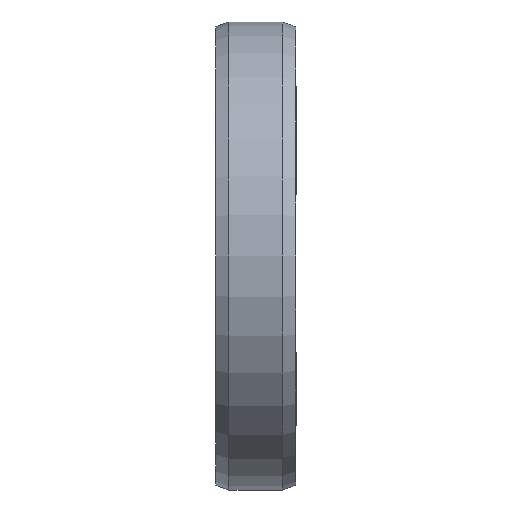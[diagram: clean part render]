
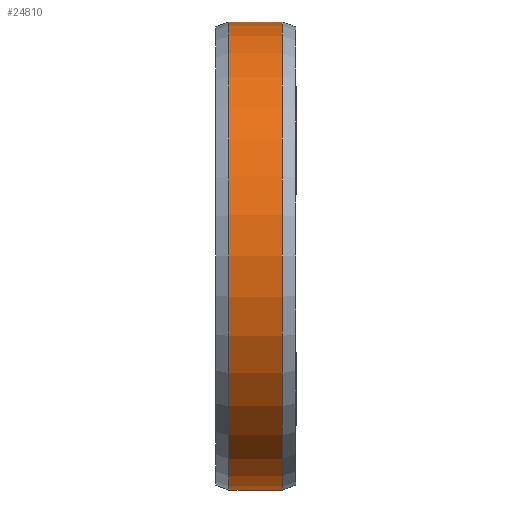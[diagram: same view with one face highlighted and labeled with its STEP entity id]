
A CAD part, left-side view. The second image highlights one B-rep face of the part: STEP entity #24810.
In plain terms, the highlighted cylindrical face has radius 17.5 mm (diameter 35 mm), a partial arc.
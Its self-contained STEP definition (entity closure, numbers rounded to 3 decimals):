
#23973=CARTESIAN_POINT('',(0.,2.,0.));
#23974=DIRECTION('',(0.,1.,0.));
#23975=DIRECTION('',(0.,0.,-1.));
#23976=AXIS2_PLACEMENT_3D('',#23973,#23974,#23975);
#24333=DIRECTION('',(0.,1.,0.));
#24334=VECTOR('',#24333,4.);
#24335=CARTESIAN_POINT('',(0.,-2.,-17.5));
#24336=LINE('',#24335,#24334);
#24340=DIRECTION('',(0.,1.,0.));
#24341=VECTOR('',#24340,4.);
#24342=CARTESIAN_POINT('',(0.,-2.,17.5));
#24343=LINE('',#24342,#24341);
#24347=CARTESIAN_POINT('',(0.,-2.,0.));
#24348=DIRECTION('',(0.,1.,0.));
#24349=DIRECTION('',(0.,0.,-1.));
#24350=AXIS2_PLACEMENT_3D('',#24347,#24348,#24349);
#24368=CARTESIAN_POINT('',(0.,-2.,-17.5));
#24370=VERTEX_POINT('',#24368);
#24371=CARTESIAN_POINT('',(0.,2.,-17.5));
#24372=VERTEX_POINT('',#24371);
#24384=CARTESIAN_POINT('',(0.,-2.,17.5));
#24386=VERTEX_POINT('',#24384);
#24387=CARTESIAN_POINT('',(0.,2.,17.5));
#24388=VERTEX_POINT('',#24387);
#24797=CARTESIAN_POINT('',(0.,3.3,0.));
#24798=DIRECTION('',(0.,-1.,0.));
#24799=DIRECTION('',(0.,0.,1.));
#24800=AXIS2_PLACEMENT_3D('',#24797,#24798,#24799);
#24801=CYLINDRICAL_SURFACE('',#24800,17.5);
#24803=ORIENTED_EDGE('',*,*,#24802,.T.);
#24804=ORIENTED_EDGE('',*,*,#24456,.T.);
#24806=ORIENTED_EDGE('',*,*,#24805,.F.);
#24807=ORIENTED_EDGE('',*,*,#24790,.F.);
#24808=EDGE_LOOP('',(#24803,#24804,#24806,#24807));
#24809=FACE_OUTER_BOUND('',#24808,.F.);
#23977=CIRCLE('',#23976,17.5);
#24351=CIRCLE('',#24350,17.5);
#24456=EDGE_CURVE('',#24372,#24388,#23977,.T.);
#24790=EDGE_CURVE('',#24370,#24386,#24351,.T.);
#24802=EDGE_CURVE('',#24370,#24372,#24336,.T.);
#24805=EDGE_CURVE('',#24386,#24388,#24343,.T.);
#24810=ADVANCED_FACE('',(#24809),#24801,.T.);
